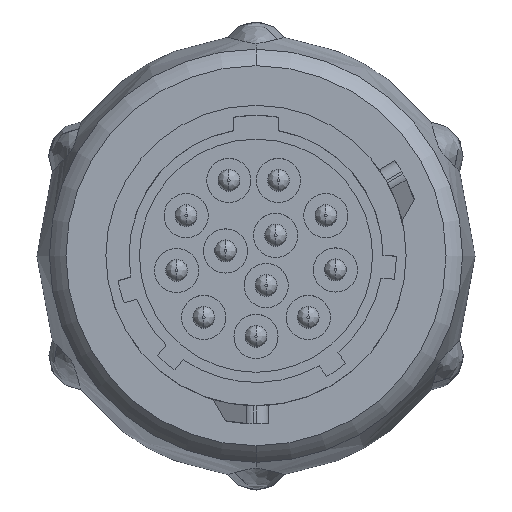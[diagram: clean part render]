
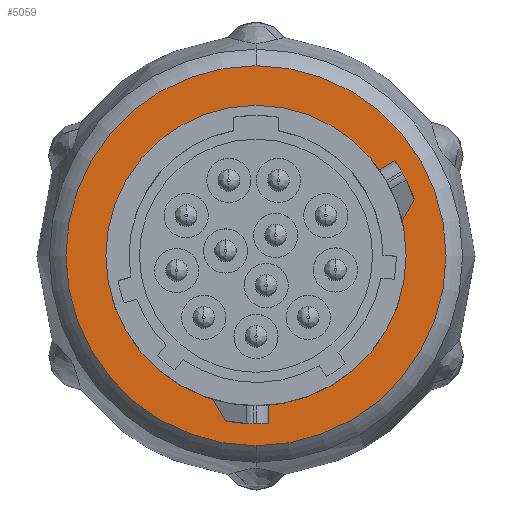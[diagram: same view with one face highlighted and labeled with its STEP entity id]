
A CAD part, top view. The second image highlights one B-rep face of the part: STEP entity #5059.
In plain terms, the highlighted planar face has unit normal (0, 0, 1).
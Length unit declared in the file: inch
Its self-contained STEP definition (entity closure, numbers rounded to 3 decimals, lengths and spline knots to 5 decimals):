
#1321=CARTESIAN_POINT('',(0.,0.,0.94488));
#1322=DIRECTION('',(0.,0.,1.));
#1323=DIRECTION('',(0.,1.,0.));
#1324=AXIS2_PLACEMENT_3D('',#1321,#1322,#1323);
#1326=CARTESIAN_POINT('',(0.,0.,0.94488));
#1327=DIRECTION('',(0.,0.,-1.));
#1328=DIRECTION('',(0.,1.,0.));
#1329=AXIS2_PLACEMENT_3D('',#1326,#1327,#1328);
#1354=CARTESIAN_POINT('',(0.,0.,0.94488));
#1355=DIRECTION('',(0.,0.,1.));
#1356=DIRECTION('',(0.,1.,0.));
#1357=AXIS2_PLACEMENT_3D('',#1354,#1355,#1356);
#1479=CARTESIAN_POINT('',(0.,0.,0.94488));
#1480=DIRECTION('',(0.,0.,-1.));
#1481=DIRECTION('',(0.,1.,0.));
#1482=AXIS2_PLACEMENT_3D('',#1479,#1480,#1481);
#3842=CARTESIAN_POINT('',(0.,0.55145,0.94488));
#3844=VERTEX_POINT('',#3842);
#3854=CARTESIAN_POINT('',(0.,-0.55145,0.94488));
#3856=VERTEX_POINT('',#3854);
#3957=CARTESIAN_POINT('',(0.,0.43583,0.94488));
#3959=VERTEX_POINT('',#3957);
#3963=CARTESIAN_POINT('',(0.,-0.43583,0.94488));
#3964=VERTEX_POINT('',#3963);
#5044=CARTESIAN_POINT('',(0.,0.,0.94488));
#5045=DIRECTION('',(0.,0.,-1.));
#5046=DIRECTION('',(0.,-1.,0.));
#5047=AXIS2_PLACEMENT_3D('',#5044,#5045,#5046);
#5048=PLANE('',#5047);
#5049=ORIENTED_EDGE('',*,*,#5037,.F.);
#5050=ORIENTED_EDGE('',*,*,#5026,.T.);
#5051=EDGE_LOOP('',(#5049,#5050));
#5052=FACE_OUTER_BOUND('',#5051,.F.);
#5054=ORIENTED_EDGE('',*,*,#5053,.T.);
#5056=ORIENTED_EDGE('',*,*,#5055,.F.);
#5057=EDGE_LOOP('',(#5054,#5056));
#5058=FACE_BOUND('',#5057,.F.);
#5059=ADVANCED_FACE('',(#5052,#5058),#5048,.F.);
#1325=CIRCLE('',#1324,0.55145);
#1330=CIRCLE('',#1329,0.55145);
#1358=CIRCLE('',#1357,0.43583);
#1483=CIRCLE('',#1482,0.43583);
#5026=EDGE_CURVE('',#3844,#3856,#1330,.T.);
#5037=EDGE_CURVE('',#3844,#3856,#1325,.T.);
#5053=EDGE_CURVE('',#3959,#3964,#1358,.T.);
#5055=EDGE_CURVE('',#3959,#3964,#1483,.T.);
